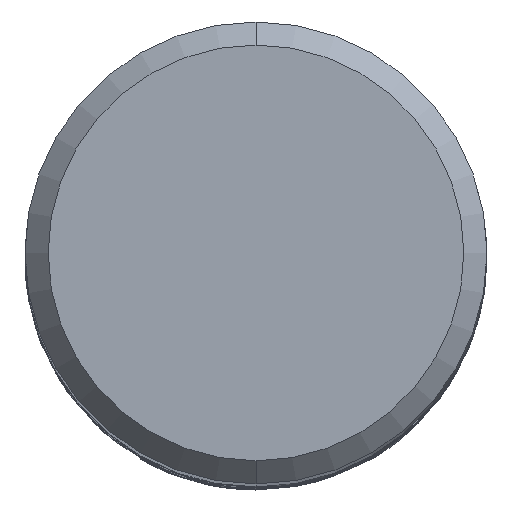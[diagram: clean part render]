
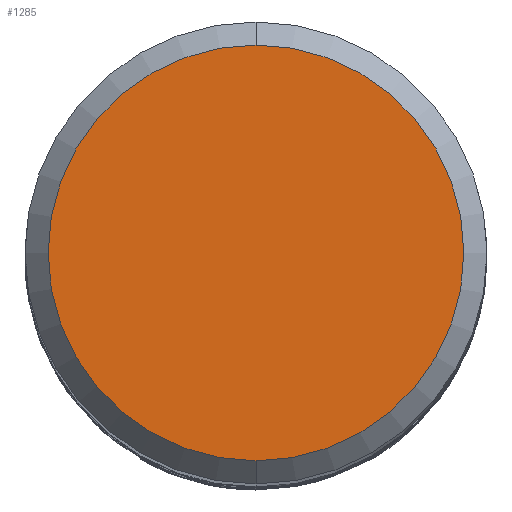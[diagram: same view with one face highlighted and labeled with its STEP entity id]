
A CAD part, top view. The second image highlights one B-rep face of the part: STEP entity #1285.
In plain terms, the highlighted planar face has unit normal (0, 0, 1).
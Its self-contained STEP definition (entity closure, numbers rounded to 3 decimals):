
#1233=EDGE_CURVE('',#2083,#2239,#3350,.T.);
#1285=ADVANCED_FACE('',(#3405),#3406,.T.);
#2083=VERTEX_POINT('',#4275);
#2239=VERTEX_POINT('',#4450);
#2515=EDGE_CURVE('',#2239,#2083,#4749,.T.);
#3350=CIRCLE('',#8006,7.2);
#3405=FACE_OUTER_BOUND('',#8190,.T.);
#3406=PLANE('',#8191);
#4275=CARTESIAN_POINT('',(0.0,7.2,0.0));
#4450=CARTESIAN_POINT('',(0.,-7.2,0.0));
#4749=CIRCLE('',#26285,7.2);
#8006=AXIS2_PLACEMENT_3D('',#34125,#34126,#34127);
#8190=EDGE_LOOP('',(#34170,#34171));
#8191=AXIS2_PLACEMENT_3D('',#34172,#34173,#34174);
#26285=AXIS2_PLACEMENT_3D('',#35625,#35626,#35627);
#34125=CARTESIAN_POINT('',(0.0,0.0,0.0));
#34126=DIRECTION('',(0.0,0.0,-1.0));
#34127=DIRECTION('',(0.0,1.0,0.0));
#34170=ORIENTED_EDGE('',*,*,#1233,.F.);
#34171=ORIENTED_EDGE('',*,*,#2515,.F.);
#34172=CARTESIAN_POINT('',(0.0,3.6,0.0));
#34173=DIRECTION('',(-0.0,0.0,1.0));
#34174=DIRECTION('',(0.0,-1.0,0.0));
#35625=CARTESIAN_POINT('',(0.0,0.0,0.0));
#35626=DIRECTION('',(0.0,0.0,-1.0));
#35627=DIRECTION('',(0.0,1.0,0.0));
